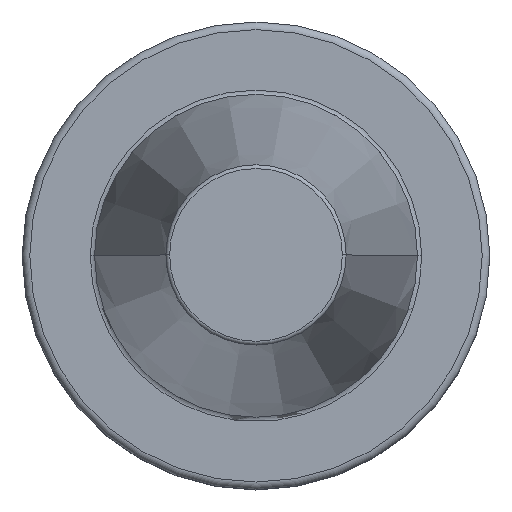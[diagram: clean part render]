
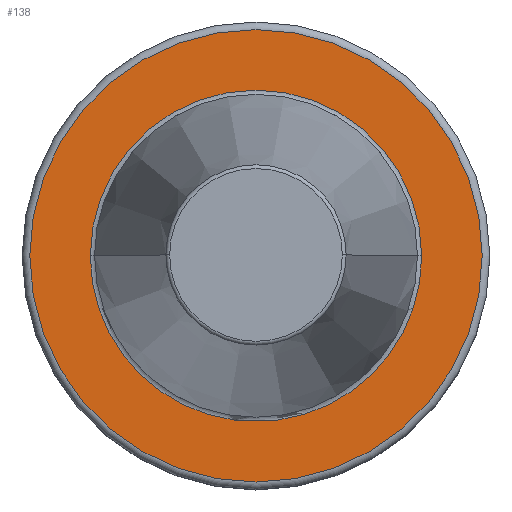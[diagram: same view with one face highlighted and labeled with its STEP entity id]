
A CAD part, top view. The second image highlights one B-rep face of the part: STEP entity #138.
In plain terms, the highlighted planar face has unit normal (0, 0, 1).
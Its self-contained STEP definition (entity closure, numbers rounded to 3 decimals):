
#45=PLANE('',#1072);
#66=FACE_BOUND('',#273,.T.);
#67=FACE_BOUND('',#274,.T.);
#72=B_SPLINE_CURVE_WITH_KNOTS('',3,(#1498,#1499,#1500,#1501),
 .UNSPECIFIED.,.F.,.F.,(4,4),(0.,1.),.UNSPECIFIED.);
#138=ADVANCED_FACE('',(#66,#67),#45,.F.);
#273=EDGE_LOOP('',(#464));
#274=EDGE_LOOP('',(#465,#466,#467,#468));
#335=CIRCLE('',#1038,16.291);
#336=CIRCLE('',#1039,16.291);
#354=CIRCLE('',#1070,22.24);
#355=CIRCLE('',#1071,16.291);
#464=ORIENTED_EDGE('',*,*,#799,.T.);
#465=ORIENTED_EDGE('',*,*,#800,.F.);
#466=ORIENTED_EDGE('',*,*,#771,.F.);
#467=ORIENTED_EDGE('',*,*,#770,.F.);
#468=ORIENTED_EDGE('',*,*,#769,.F.);
#674=VERTEX_POINT('',#1495);
#675=VERTEX_POINT('',#1497);
#676=VERTEX_POINT('',#1502);
#677=VERTEX_POINT('',#1504);
#693=VERTEX_POINT('',#1561);
#769=EDGE_CURVE('',#674,#675,#335,.T.);
#770=EDGE_CURVE('',#675,#676,#72,.T.);
#771=EDGE_CURVE('',#676,#677,#336,.T.);
#799=EDGE_CURVE('',#693,#693,#354,.T.);
#800=EDGE_CURVE('',#677,#674,#355,.T.);
#1038=AXIS2_PLACEMENT_3D('',#1496,#1206,#1207);
#1039=AXIS2_PLACEMENT_3D('',#1503,#1208,#1209);
#1070=AXIS2_PLACEMENT_3D('',#1560,#1280,#1281);
#1071=AXIS2_PLACEMENT_3D('',#1562,#1282,#1283);
#1072=AXIS2_PLACEMENT_3D('',#1563,#1284,#1285);
#1206=DIRECTION('',(0.,0.,1.));
#1207=DIRECTION('',(1.,0.,0.));
#1208=DIRECTION('',(0.,0.,1.));
#1209=DIRECTION('',(1.,0.,0.));
#1280=DIRECTION('',(0.,0.,1.));
#1281=DIRECTION('',(-1.,0.,0.));
#1282=DIRECTION('',(0.,0.,1.));
#1283=DIRECTION('',(1.,0.,0.));
#1284=DIRECTION('',(0.,0.,-1.));
#1285=DIRECTION('',(1.,0.,0.));
#1495=CARTESIAN_POINT('',(-16.291,0.,-2.));
#1496=CARTESIAN_POINT('',(0.,0.,-2.));
#1497=CARTESIAN_POINT('',(-2.142,-16.15,-2.));
#1498=CARTESIAN_POINT('',(-2.142,-16.15,-2.));
#1499=CARTESIAN_POINT('',(-0.697,-16.15,-2.));
#1500=CARTESIAN_POINT('',(0.697,-16.15,-2.));
#1501=CARTESIAN_POINT('',(2.142,-16.15,-2.));
#1502=CARTESIAN_POINT('',(2.142,-16.15,-2.));
#1503=CARTESIAN_POINT('',(0.,0.,-2.));
#1504=CARTESIAN_POINT('',(16.291,0.,-2.));
#1560=CARTESIAN_POINT('',(0.,0.,-2.));
#1561=CARTESIAN_POINT('',(-22.24,0.,-2.));
#1562=CARTESIAN_POINT('',(0.,0.,-2.));
#1563=CARTESIAN_POINT('',(0.,16.291,-2.));
